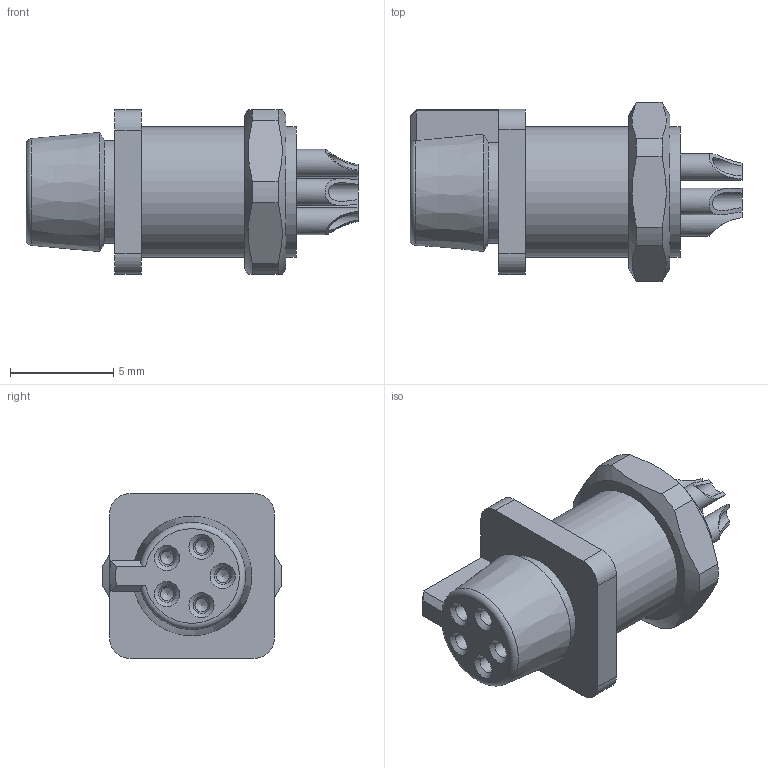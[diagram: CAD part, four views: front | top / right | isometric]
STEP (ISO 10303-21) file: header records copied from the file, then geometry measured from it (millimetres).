
FILE_DESCRIPTION(/* description */ (''),/* implementation_level */ '2;1');
FILE_NAME(/* name */ '09_9792_XX_05_001_00.stp',/* time_stamp */ '2012-05-10T09:34:43+02:00',/* author */ (''),/* organization */ (''),/* preprocessor_version */ 'ST-DEVELOPER v11',/* originating_system */ 'SIEMENS UGS NX 6.0',/* authorisation */ '');
FILE_SCHEMA (('CONFIG_CONTROL_DESIGN'));
Length unit declared in the file: millimetre
Products named in the file (1): kbor4A16so7a
Bounding box: 16.1 x 8.69 x 8 mm (x, y, z)
Volume: 463.2 mm3; surface area: 601.6 mm2
Topology: 1 solids, 1 shells, 122 faces, 324 edges, 213 vertices
Faces by surface type: plane 45, cone 42, cylinder 34, torus 1
Full cylindrical faces by diameter (mm): 0.82 x5, 0.9 x5, 1.3 x5, 6.35 x2
Entity records: 4083 total; most frequent: CARTESIAN_POINT 1394, DIRECTION 543, ORIENTED_EDGE 486, AXIS2_PLACEMENT_3D 247, EDGE_CURVE 243, VERTEX_POINT 182, EDGE_LOOP 171, ADVANCED_FACE 122
